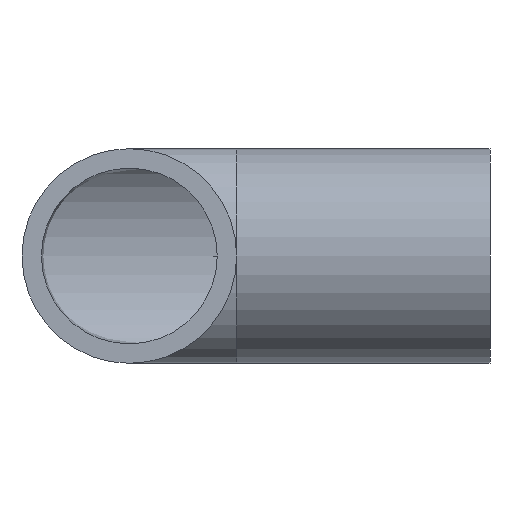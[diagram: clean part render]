
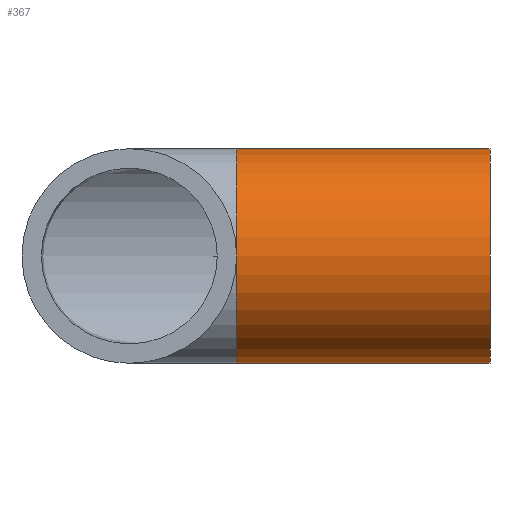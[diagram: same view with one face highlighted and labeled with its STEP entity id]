
A CAD part, front view. The second image highlights one B-rep face of the part: STEP entity #367.
In plain terms, the highlighted cylindrical face has radius 37.5 mm (diameter 75 mm), a partial arc.
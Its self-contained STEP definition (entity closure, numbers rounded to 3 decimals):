
#1 = DIRECTION ( 'NONE',  ( 1., 0., 0. ) ) ;
#21 = ORIENTED_EDGE ( 'NONE', *, *, #337, .T. ) ;
#33 = DIRECTION ( 'NONE',  ( 1., 0., 0. ) ) ;
#35 = CARTESIAN_POINT ( 'NONE',  ( 126., 126., 37.5 ) ) ;
#36 = DIRECTION ( 'NONE',  ( 0., 0., -1. ) ) ;
#58 = AXIS2_PLACEMENT_3D ( 'NONE', #354, #1, #164 ) ;
#60 = CIRCLE ( 'NONE', #58, 37.5 ) ;
#77 = CARTESIAN_POINT ( 'NONE',  ( 37.5, 126., 0. ) ) ;
#79 = CYLINDRICAL_SURFACE ( 'NONE', #83, 37.5 ) ;
#83 = AXIS2_PLACEMENT_3D ( 'NONE', #239, #383, #36 ) ;
#95 = ORIENTED_EDGE ( 'NONE', *, *, #169, .F. ) ;
#100 = VERTEX_POINT ( 'NONE', #101 ) ;
#101 = CARTESIAN_POINT ( 'NONE',  ( 37.5, 126., -37.5 ) ) ;
#105 = DIRECTION ( 'NONE',  ( 1., 0., 0. ) ) ;
#112 = CARTESIAN_POINT ( 'NONE',  ( 37.5, 126., 0. ) ) ;
#113 = AXIS2_PLACEMENT_3D ( 'NONE', #77, #237, #380 ) ;
#114 = CIRCLE ( 'NONE', #113, 37.5 ) ;
#115 = AXIS2_PLACEMENT_3D ( 'NONE', #112, #271, #413 ) ;
#121 = VERTEX_POINT ( 'NONE', #187 ) ;
#122 = CIRCLE ( 'NONE', #115, 37.5 ) ;
#145 = VECTOR ( 'NONE', #33, 1000. ) ;
#164 = DIRECTION ( 'NONE',  ( 0., 0., 1. ) ) ;
#169 = EDGE_CURVE ( 'NONE', #424, #475, #303, .T. ) ;
#187 = CARTESIAN_POINT ( 'NONE',  ( 126., 126., -37.5 ) ) ;
#229 = VECTOR ( 'NONE', #105, 1000. ) ;
#234 = LINE ( 'NONE', #378, #145 ) ;
#237 = DIRECTION ( 'NONE',  ( 1., 0., 0. ) ) ;
#239 = CARTESIAN_POINT ( 'NONE',  ( 37.5, 126., 0. ) ) ;
#271 = DIRECTION ( 'NONE',  ( 1., 0., 0. ) ) ;
#274 = CARTESIAN_POINT ( 'NONE',  ( 37.5, 88.5, 0. ) ) ;
#279 = CARTESIAN_POINT ( 'NONE',  ( 37.5, 126., 37.5 ) ) ;
#296 = ORIENTED_EDGE ( 'NONE', *, *, #410, .F. ) ;
#297 = EDGE_CURVE ( 'NONE', #100, #121, #234, .T. ) ;
#299 = EDGE_LOOP ( 'NONE', ( #95, #21, #358, #329, #296 ) ) ;
#303 = LINE ( 'NONE', #440, #229 ) ;
#316 = EDGE_CURVE ( 'NONE', #460, #100, #122, .T. ) ;
#329 = ORIENTED_EDGE ( 'NONE', *, *, #297, .T. ) ;
#337 = EDGE_CURVE ( 'NONE', #424, #460, #114, .T. ) ;
#354 = CARTESIAN_POINT ( 'NONE',  ( 126., 126., 0. ) ) ;
#358 = ORIENTED_EDGE ( 'NONE', *, *, #316, .T. ) ;
#367 = ADVANCED_FACE ( 'NONE', ( #416 ), #79, .T. ) ;
#378 = CARTESIAN_POINT ( 'NONE',  ( 37.5, 126., -37.5 ) ) ;
#380 = DIRECTION ( 'NONE',  ( 0., 0., 1. ) ) ;
#383 = DIRECTION ( 'NONE',  ( 1., 0., 0. ) ) ;
#410 = EDGE_CURVE ( 'NONE', #475, #121, #60, .T. ) ;
#413 = DIRECTION ( 'NONE',  ( 0., 0., 1. ) ) ;
#416 = FACE_OUTER_BOUND ( 'NONE', #299, .T. ) ;
#424 = VERTEX_POINT ( 'NONE', #279 ) ;
#440 = CARTESIAN_POINT ( 'NONE',  ( 37.5, 126., 37.5 ) ) ;
#460 = VERTEX_POINT ( 'NONE', #274 ) ;
#475 = VERTEX_POINT ( 'NONE', #35 ) ;
